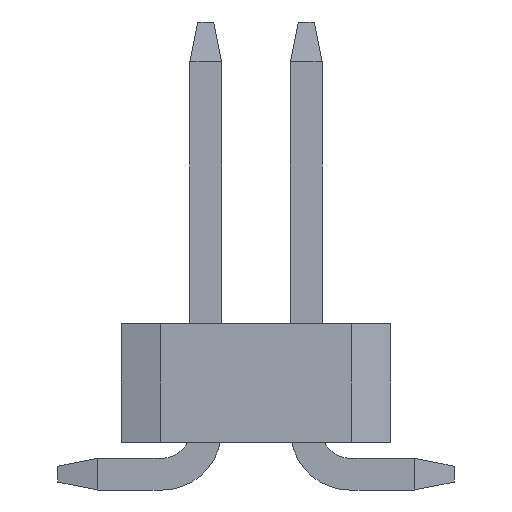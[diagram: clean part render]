
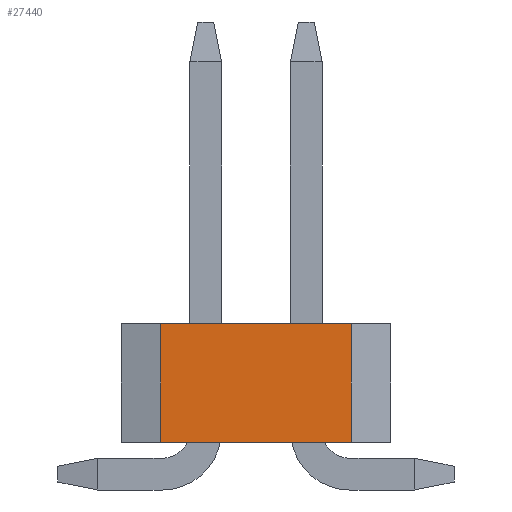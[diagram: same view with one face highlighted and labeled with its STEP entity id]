
A CAD part, front view. The second image highlights one B-rep face of the part: STEP entity #27440.
In plain terms, the highlighted face is planar.
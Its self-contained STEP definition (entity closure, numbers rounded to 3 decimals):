
#1544=ORIENTED_EDGE('',*,*,#6938,.F.);
#1545=ORIENTED_EDGE('',*,*,#6735,.T.);
#1546=ORIENTED_EDGE('',*,*,#6939,.T.);
#1547=ORIENTED_EDGE('',*,*,#6874,.F.);
#6735=EDGE_CURVE('',#9403,#9402,#11345,.T.);
#6874=EDGE_CURVE('',#9522,#9523,#11484,.T.);
#6938=EDGE_CURVE('',#9403,#9522,#11548,.T.);
#6939=EDGE_CURVE('',#9402,#9523,#11549,.T.);
#9402=VERTEX_POINT('',#36434);
#9403=VERTEX_POINT('',#36436);
#9522=VERTEX_POINT('',#36734);
#9523=VERTEX_POINT('',#36735);
#11345=LINE('',#36435,#14031);
#11484=LINE('',#36733,#14170);
#11548=LINE('',#36822,#14234);
#11549=LINE('',#36823,#14235);
#14031=VECTOR('',#30777,1000.);
#14170=VECTOR('',#30996,1000.);
#14234=VECTOR('',#31102,1000.);
#14235=VECTOR('',#31103,1000.);
#16198=EDGE_LOOP('',(#1544,#1545,#1546,#1547));
#17362=FACE_BOUND('',#16198,.T.);
#18526=PLANE('',#28571);
#27440=ADVANCED_FACE('',(#17362),#18526,.T.);
#28571=AXIS2_PLACEMENT_3D('',#36821,#31100,#31101);
#30777=DIRECTION('',(0.,0.,1.));
#30996=DIRECTION('',(0.,0.,1.));
#31100=DIRECTION('',(-1.,0.,0.));
#31101=DIRECTION('',(0.,0.,1.));
#31102=DIRECTION('',(0.,1.,0.));
#31103=DIRECTION('',(0.,1.,0.));
#36434=CARTESIAN_POINT('',(-12.7,-1.2,0.75));
#36435=CARTESIAN_POINT('',(-12.7,-1.2,-25.069));
#36436=CARTESIAN_POINT('',(-12.7,-1.2,-0.75));
#36733=CARTESIAN_POINT('',(-12.7,1.2,-25.069));
#36734=CARTESIAN_POINT('',(-12.7,1.2,-0.75));
#36735=CARTESIAN_POINT('',(-12.7,1.2,0.75));
#36821=CARTESIAN_POINT('',(-12.7,-1.7,-0.75));
#36822=CARTESIAN_POINT('',(-12.7,-1.7,-0.75));
#36823=CARTESIAN_POINT('',(-12.7,-1.7,0.75));
